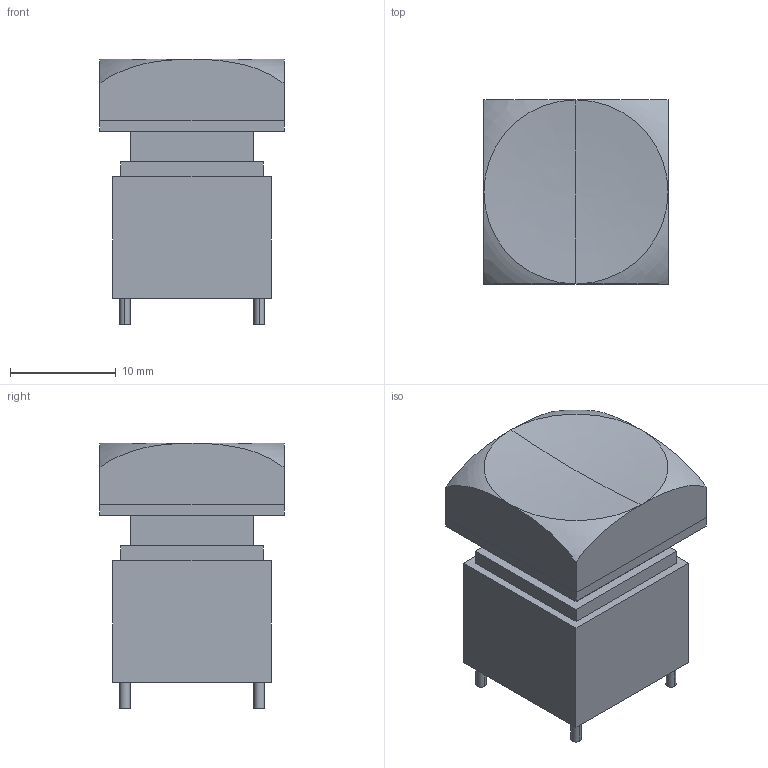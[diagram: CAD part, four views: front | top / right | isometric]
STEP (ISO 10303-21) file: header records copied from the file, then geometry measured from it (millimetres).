
FILE_DESCRIPTION(('FreeCAD Model'),'2;1');
FILE_NAME('Compound.step', '2016-09-23T13:11:57',('Author'),(''), 'Open CASCADE STEP processor 6.8','FreeCAD','Unknown');
FILE_SCHEMA(('AUTOMOTIVE_DESIGN_CC2 { 1 2 10303 214 -1 1 5 4 }'));
Length unit declared in the file: millimetre
Products named in the file (2): ASSEMBLY; Compound
Assembly tree (1 placements, depth 2):
  ASSEMBLY
    Compound
Bounding box: 17.4 x 17.4 x 25.1 mm (x, y, z)
Volume: 5168 mm3; surface area: 3728.9 mm2
Topology: 4 solids, 4 shells, 56 faces, 120 edges, 77 vertices
Faces by surface type: plane 42, cylinder 8, revolution 6
Entity records: 4862 total; most frequent: CARTESIAN_POINT 2051, DIRECTION 418, LINE 248, VECTOR 248, ORIENTED_EDGE 236, PCURVE 236, DEFINITIONAL_REPRESENTATION 236, EDGE_CURVE 118
